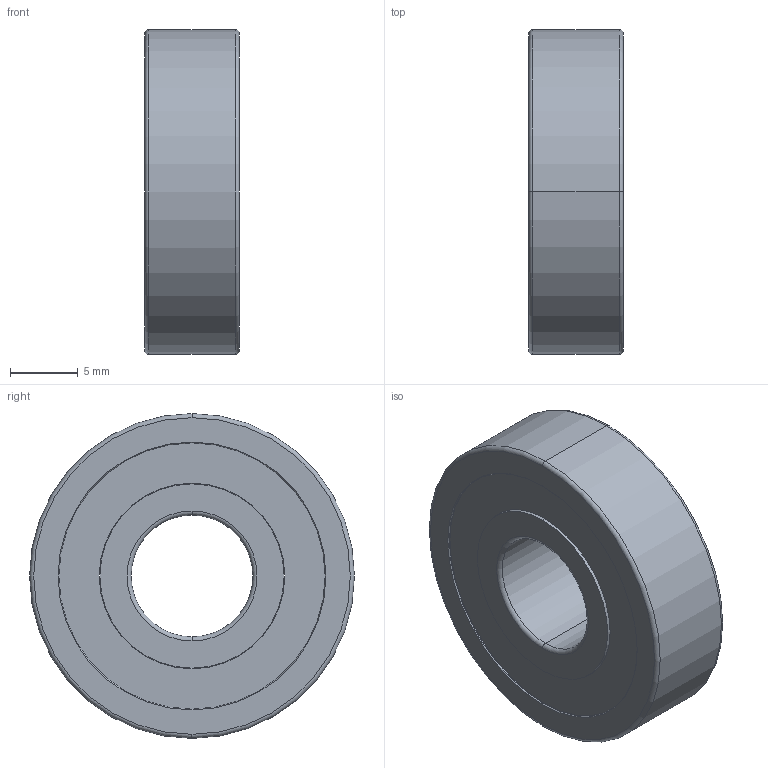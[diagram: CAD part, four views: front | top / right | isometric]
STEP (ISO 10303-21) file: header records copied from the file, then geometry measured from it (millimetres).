
FILE_DESCRIPTION(('starvars output'),'2;1');
FILE_NAME('cv20180524184914000118173.stp','18:49:15 2018/05/24',( 'Thomas Industrial Network Germany GmbH'),( 'Thomas Industrial Network Germany GmbH'),'unknown preprocess','ACIS' ,'unknown authorization');
FILE_SCHEMA(('CONFIG_CONTROL_DESIGN {UNKNOWN IMPLEMENTATION LEVEL}'));
Length unit declared in the file: millimetre
Products named in the file (1): PRODUCT_ID_1
Bounding box: 7 x 24 x 24 mm (x, y, z)
Volume: 2261.3 mm3; surface area: 3223.1 mm2
Topology: 1 solids, 1 shells, 126 faces, 436 edges, 288 vertices
Faces by surface type: torus 56, sphere 40, cylinder 20, plane 10
Entity records: 5869 total; most frequent: CARTESIAN_POINT 2962, ORIENTED_EDGE 824, EDGE_CURVE 412, DIRECTION 316, VERTEX_POINT 272, B_SPLINE_CURVE_WITH_KNOTS 220, EDGE_LOOP 152, FACE_BOUND 152
